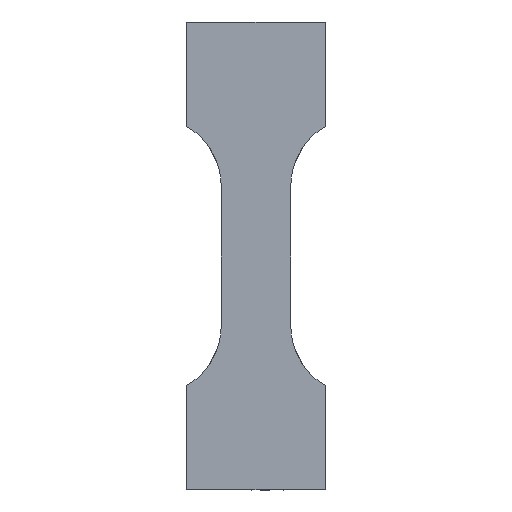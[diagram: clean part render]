
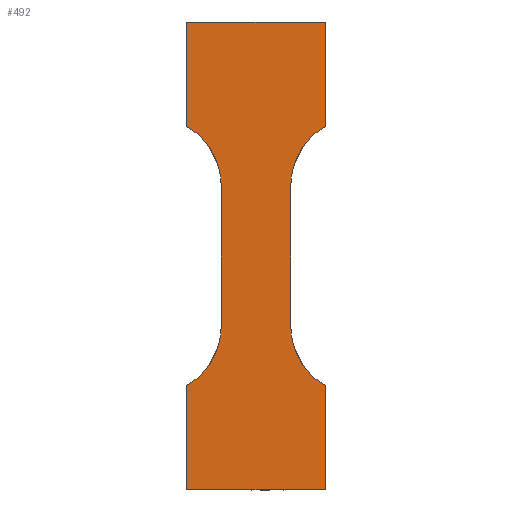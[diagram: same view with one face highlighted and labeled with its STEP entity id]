
A CAD part, left-side view. The second image highlights one B-rep face of the part: STEP entity #492.
In plain terms, the highlighted planar face has unit normal (-1, 0, 0).
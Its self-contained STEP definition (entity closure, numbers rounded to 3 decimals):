
#140=CARTESIAN_POINT('Vertex',(0.,0.,0.)) ;
#145=CARTESIAN_POINT('Line Origine',(0.,5.,0.)) ;
#149=CARTESIAN_POINT('Vertex',(0.,10.,0.)) ;
#346=CARTESIAN_POINT('Axis2P3D Location',(0.,0.,0.)) ;
#351=CARTESIAN_POINT('Line Origine',(0.,-5.,0.)) ;
#355=CARTESIAN_POINT('Vertex',(0.,-10.,0.)) ;
#358=CARTESIAN_POINT('Line Origine',(0.,-10.,7.5)) ;
#362=CARTESIAN_POINT('Vertex',(0.,-10.,15.)) ;
#366=CARTESIAN_POINT('Control Point',(0.,-10.,15.)) ;
#367=CARTESIAN_POINT('Control Point',(0.,-9.136,15.498)) ;
#368=CARTESIAN_POINT('Control Point',(0.,-7.954,16.442)) ;
#369=CARTESIAN_POINT('Control Point',(0.,-6.706,18.005)) ;
#370=CARTESIAN_POINT('Control Point',(0.,-5.957,19.304)) ;
#371=CARTESIAN_POINT('Control Point',(0.,-5.227,21.167)) ;
#372=CARTESIAN_POINT('Control Point',(0.,-4.997,22.662)) ;
#373=CARTESIAN_POINT('Control Point',(0.,-5.,23.66)) ;
#374=CARTESIAN_POINT('Vertex',(0.,-5.,23.66)) ;
#377=CARTESIAN_POINT('Line Origine',(0.,-5.,28.66)) ;
#381=CARTESIAN_POINT('Vertex',(0.,-5.,33.66)) ;
#384=CARTESIAN_POINT('Line Origine',(0.,-5.,38.66)) ;
#388=CARTESIAN_POINT('Vertex',(0.,-5.,43.66)) ;
#392=CARTESIAN_POINT('Control Point',(0.,-10.,52.32)) ;
#393=CARTESIAN_POINT('Control Point',(0.,-9.136,51.822)) ;
#394=CARTESIAN_POINT('Control Point',(0.,-7.954,50.878)) ;
#395=CARTESIAN_POINT('Control Point',(0.,-6.706,49.315)) ;
#396=CARTESIAN_POINT('Control Point',(0.,-5.957,48.016)) ;
#397=CARTESIAN_POINT('Control Point',(0.,-5.227,46.153)) ;
#398=CARTESIAN_POINT('Control Point',(0.,-4.997,44.658)) ;
#399=CARTESIAN_POINT('Control Point',(0.,-5.,43.66)) ;
#400=CARTESIAN_POINT('Vertex',(0.,-10.,52.32)) ;
#403=CARTESIAN_POINT('Line Origine',(0.,-10.,59.82)) ;
#407=CARTESIAN_POINT('Vertex',(0.,-10.,67.32)) ;
#410=CARTESIAN_POINT('Line Origine',(0.,-5.,67.32)) ;
#414=CARTESIAN_POINT('Vertex',(0.,0.,67.32)) ;
#417=CARTESIAN_POINT('Line Origine',(0.,5.,67.32)) ;
#421=CARTESIAN_POINT('Vertex',(0.,10.,67.32)) ;
#424=CARTESIAN_POINT('Line Origine',(0.,10.,59.82)) ;
#428=CARTESIAN_POINT('Vertex',(0.,10.,52.32)) ;
#432=CARTESIAN_POINT('Control Point',(0.,10.,52.32)) ;
#433=CARTESIAN_POINT('Control Point',(0.,9.136,51.822)) ;
#434=CARTESIAN_POINT('Control Point',(0.,7.954,50.878)) ;
#435=CARTESIAN_POINT('Control Point',(0.,6.706,49.315)) ;
#436=CARTESIAN_POINT('Control Point',(0.,5.957,48.016)) ;
#437=CARTESIAN_POINT('Control Point',(0.,5.227,46.153)) ;
#438=CARTESIAN_POINT('Control Point',(0.,4.997,44.658)) ;
#439=CARTESIAN_POINT('Control Point',(0.,5.,43.66)) ;
#440=CARTESIAN_POINT('Vertex',(0.,5.,43.66)) ;
#443=CARTESIAN_POINT('Line Origine',(0.,5.,38.66)) ;
#447=CARTESIAN_POINT('Vertex',(0.,5.,33.66)) ;
#450=CARTESIAN_POINT('Line Origine',(0.,5.,28.66)) ;
#454=CARTESIAN_POINT('Vertex',(0.,5.,23.66)) ;
#458=CARTESIAN_POINT('Control Point',(0.,10.,15.)) ;
#459=CARTESIAN_POINT('Control Point',(0.,9.136,15.498)) ;
#460=CARTESIAN_POINT('Control Point',(0.,7.954,16.442)) ;
#461=CARTESIAN_POINT('Control Point',(0.,6.706,18.005)) ;
#462=CARTESIAN_POINT('Control Point',(0.,5.957,19.304)) ;
#463=CARTESIAN_POINT('Control Point',(0.,5.227,21.167)) ;
#464=CARTESIAN_POINT('Control Point',(0.,4.997,22.662)) ;
#465=CARTESIAN_POINT('Control Point',(0.,5.,23.66)) ;
#466=CARTESIAN_POINT('Vertex',(0.,10.,15.)) ;
#469=CARTESIAN_POINT('Line Origine',(0.,10.,7.5)) ;
#147=VECTOR('Line Direction',#146,1.) ;
#353=VECTOR('Line Direction',#352,1.) ;
#360=VECTOR('Line Direction',#359,1.) ;
#379=VECTOR('Line Direction',#378,1.) ;
#386=VECTOR('Line Direction',#385,1.) ;
#405=VECTOR('Line Direction',#404,1.) ;
#412=VECTOR('Line Direction',#411,1.) ;
#419=VECTOR('Line Direction',#418,1.) ;
#426=VECTOR('Line Direction',#425,1.) ;
#445=VECTOR('Line Direction',#444,1.) ;
#452=VECTOR('Line Direction',#451,1.) ;
#471=VECTOR('Line Direction',#470,1.) ;
#146=DIRECTION('Vector Direction',(0.,1.,0.)) ;
#347=DIRECTION('Axis2P3D Direction',(1.,0.,0.)) ;
#348=DIRECTION('Axis2P3D XDirection',(0.,1.,0.)) ;
#352=DIRECTION('Vector Direction',(0.,-1.,0.)) ;
#359=DIRECTION('Vector Direction',(0.,0.,1.)) ;
#378=DIRECTION('Vector Direction',(0.,0.,-1.)) ;
#385=DIRECTION('Vector Direction',(0.,0.,1.)) ;
#404=DIRECTION('Vector Direction',(0.,0.,-1.)) ;
#411=DIRECTION('Vector Direction',(0.,-1.,0.)) ;
#418=DIRECTION('Vector Direction',(0.,1.,0.)) ;
#425=DIRECTION('Vector Direction',(0.,0.,-1.)) ;
#444=DIRECTION('Vector Direction',(0.,0.,1.)) ;
#451=DIRECTION('Vector Direction',(0.,0.,-1.)) ;
#470=DIRECTION('Vector Direction',(0.,0.,1.)) ;
#349=AXIS2_PLACEMENT_3D('Plane Axis2P3D',#346,#347,#348) ;
#148=LINE('Line',#145,#147) ;
#354=LINE('Line',#351,#353) ;
#361=LINE('Line',#358,#360) ;
#380=LINE('Line',#377,#379) ;
#387=LINE('Line',#384,#386) ;
#406=LINE('Line',#403,#405) ;
#413=LINE('Line',#410,#412) ;
#420=LINE('Line',#417,#419) ;
#427=LINE('Line',#424,#426) ;
#446=LINE('Line',#443,#445) ;
#453=LINE('Line',#450,#452) ;
#472=LINE('Line',#469,#471) ;
#350=PLANE('',#349) ;
#151=EDGE_CURVE('',#141,#150,#148,.T.) ;
#357=EDGE_CURVE('',#356,#141,#354,.F.) ;
#364=EDGE_CURVE('',#363,#356,#361,.F.) ;
#376=EDGE_CURVE('',#375,#363,#365,.F.) ;
#383=EDGE_CURVE('',#382,#375,#380,.T.) ;
#390=EDGE_CURVE('',#389,#382,#387,.F.) ;
#402=EDGE_CURVE('',#401,#389,#391,.T.) ;
#409=EDGE_CURVE('',#408,#401,#406,.T.) ;
#416=EDGE_CURVE('',#415,#408,#413,.T.) ;
#423=EDGE_CURVE('',#422,#415,#420,.F.) ;
#430=EDGE_CURVE('',#429,#422,#427,.F.) ;
#442=EDGE_CURVE('',#441,#429,#431,.F.) ;
#449=EDGE_CURVE('',#448,#441,#446,.T.) ;
#456=EDGE_CURVE('',#455,#448,#453,.F.) ;
#468=EDGE_CURVE('',#467,#455,#457,.T.) ;
#473=EDGE_CURVE('',#150,#467,#472,.T.) ;
#475=ORIENTED_EDGE('',*,*,#357,.F.) ;
#476=ORIENTED_EDGE('',*,*,#364,.F.) ;
#477=ORIENTED_EDGE('',*,*,#376,.F.) ;
#478=ORIENTED_EDGE('',*,*,#383,.F.) ;
#479=ORIENTED_EDGE('',*,*,#390,.F.) ;
#480=ORIENTED_EDGE('',*,*,#402,.F.) ;
#481=ORIENTED_EDGE('',*,*,#409,.F.) ;
#482=ORIENTED_EDGE('',*,*,#416,.F.) ;
#483=ORIENTED_EDGE('',*,*,#423,.F.) ;
#484=ORIENTED_EDGE('',*,*,#430,.F.) ;
#485=ORIENTED_EDGE('',*,*,#442,.F.) ;
#486=ORIENTED_EDGE('',*,*,#449,.F.) ;
#487=ORIENTED_EDGE('',*,*,#456,.F.) ;
#488=ORIENTED_EDGE('',*,*,#468,.F.) ;
#489=ORIENTED_EDGE('',*,*,#473,.F.) ;
#490=ORIENTED_EDGE('',*,*,#151,.F.) ;
#474=EDGE_LOOP('',(#475,#476,#477,#478,#479,#480,#481,#482,#483,#484,#485,#486,#487,#488,#489,#490)) ;
#141=VERTEX_POINT('',#140) ;
#150=VERTEX_POINT('',#149) ;
#356=VERTEX_POINT('',#355) ;
#363=VERTEX_POINT('',#362) ;
#375=VERTEX_POINT('',#374) ;
#382=VERTEX_POINT('',#381) ;
#389=VERTEX_POINT('',#388) ;
#401=VERTEX_POINT('',#400) ;
#408=VERTEX_POINT('',#407) ;
#415=VERTEX_POINT('',#414) ;
#422=VERTEX_POINT('',#421) ;
#429=VERTEX_POINT('',#428) ;
#441=VERTEX_POINT('',#440) ;
#448=VERTEX_POINT('',#447) ;
#455=VERTEX_POINT('',#454) ;
#467=VERTEX_POINT('',#466) ;
#492=ADVANCED_FACE('Body.2',(#491),#350,.F.) ;
#365=B_SPLINE_CURVE_WITH_KNOTS('',3,(#366,#367,#368,#369,#370,#371,#372,#373),.UNSPECIFIED.,.F.,.U.,(4,1,1,1,1,4),(0.,3.006,4.508,6.011,7.514,10.521),.UNSPECIFIED.) ;
#391=B_SPLINE_CURVE_WITH_KNOTS('',3,(#392,#393,#394,#395,#396,#397,#398,#399),.UNSPECIFIED.,.F.,.U.,(4,1,1,1,1,4),(0.,3.006,4.508,6.011,7.514,10.521),.UNSPECIFIED.) ;
#431=B_SPLINE_CURVE_WITH_KNOTS('',3,(#432,#433,#434,#435,#436,#437,#438,#439),.UNSPECIFIED.,.F.,.U.,(4,1,1,1,1,4),(0.,3.006,4.508,6.011,7.514,10.521),.UNSPECIFIED.) ;
#457=B_SPLINE_CURVE_WITH_KNOTS('',3,(#458,#459,#460,#461,#462,#463,#464,#465),.UNSPECIFIED.,.F.,.U.,(4,1,1,1,1,4),(0.,3.006,4.508,6.011,7.514,10.521),.UNSPECIFIED.) ;
#491=FACE_OUTER_BOUND('',#474,.T.) ;
